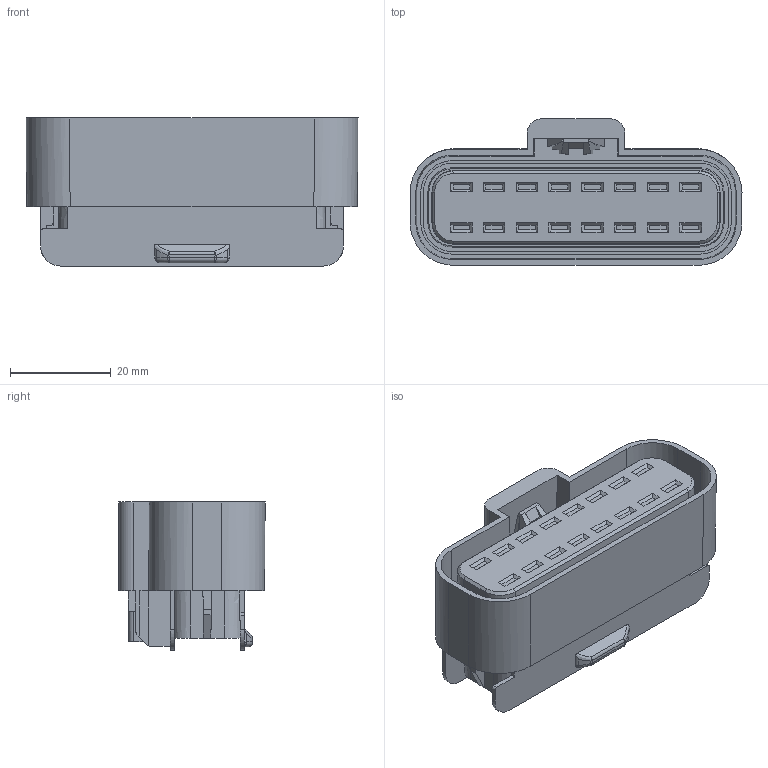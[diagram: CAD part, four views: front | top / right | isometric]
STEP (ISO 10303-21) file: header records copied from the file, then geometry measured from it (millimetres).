
FILE_DESCRIPTION(/* description */ (''),/* implementation_level */ '2;1');
FILE_NAME(/* name */ '15326666-ENV11_05-CONN.stp',/* time_stamp */ '2024-01-25T11:02:23+08:00',/* author */ (''),/* organization */ (''),/* preprocessor_version */ 'ST-DEVELOPER v16',/* originating_system */ 'SIEMENS PLM Software NX 11.0',/* authorisation */ '');
FILE_SCHEMA (('AUTOMOTIVE_DESIGN { 1 0 10303 214 3 1 1 1 }'));
Length unit declared in the file: millimetre
Products named in the file (1): 15326666-ENV11_05-CONN
Bounding box: 65.86 x 29.03 x 29.36 mm (x, y, z)
Volume: 28566.4 mm3; surface area: 14097.1 mm2
Topology: 1 solids, 1 shells, 326 faces, 888 edges, 583 vertices
Faces by surface type: plane 250, cylinder 36, cone 26, bspline 6, sphere 6, torus 2
Entity records: 10288 total; most frequent: CARTESIAN_POINT 1962, ORIENTED_EDGE 1768, DIRECTION 1644, EDGE_CURVE 884, LINE 722, VECTOR 722, VERTEX_POINT 583, AXIS2_PLACEMENT_3D 461
